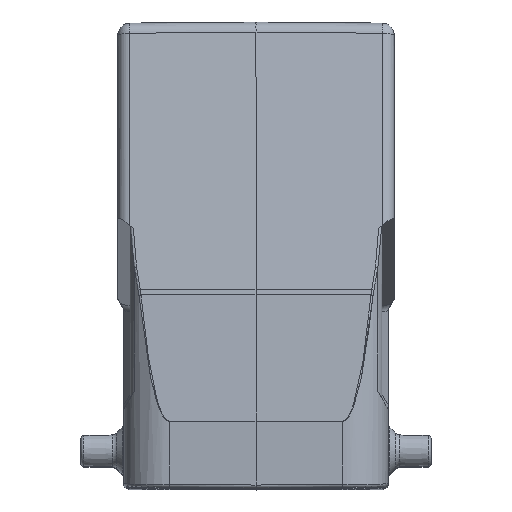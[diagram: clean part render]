
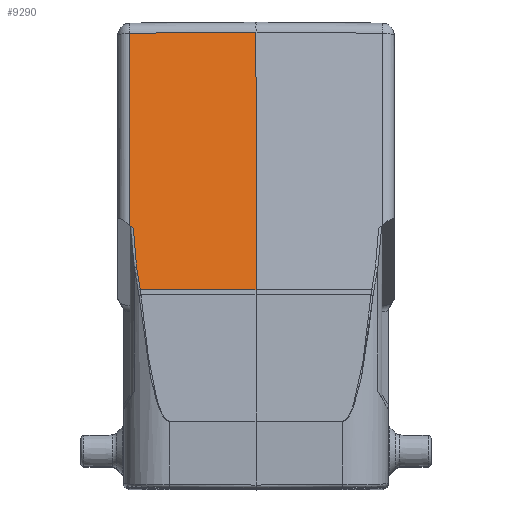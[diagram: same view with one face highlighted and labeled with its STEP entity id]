
A CAD part, top view. The second image highlights one B-rep face of the part: STEP entity #9290.
In plain terms, the highlighted planar face has unit normal (-0.009, 0.174, 0.985).
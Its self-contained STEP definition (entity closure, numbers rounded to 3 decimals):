
#37=DIRECTION('',(0.,-0.985,0.174));
#38=VECTOR('',#37,31.771);
#39=CARTESIAN_POINT('',(-20.517,19.584,50.546));
#40=LINE('',#39,#38);
#66=CARTESIAN_POINT('',(-20.517,-11.704,56.062));
#68=CARTESIAN_POINT('',(-19.449,-18.497,57.27));
#69=CARTESIAN_POINT('',(-19.749,-16.402,56.898));
#70=CARTESIAN_POINT('',(-19.895,-14.285,56.523));
#71=CARTESIAN_POINT('',(-19.963,-12.168,56.149));
#73=DIRECTION('',(-0.762,0.637,-0.119));
#74=VECTOR('',#73,0.727);
#75=CARTESIAN_POINT('',(-19.963,-12.168,56.149));
#76=LINE('',#75,#74);
#77=DIRECTION('',(1.,0.009,0.007));
#78=VECTOR('',#77,20.519);
#79=CARTESIAN_POINT('',(-20.517,19.584,50.546));
#80=LINE('',#79,#78);
#81=CARTESIAN_POINT('',(-18.848,-22.177,57.924));
#82=CARTESIAN_POINT('',(-19.075,-20.955,57.706));
#83=CARTESIAN_POINT('',(-19.272,-19.727,57.488));
#84=CARTESIAN_POINT('',(-19.449,-18.497,57.27));
#117=DIRECTION('',(1.,0.001,0.009));
#118=VECTOR('',#117,18.848);
#119=CARTESIAN_POINT('',(-18.848,-22.177,57.924));
#120=LINE('',#119,#118);
#161=DIRECTION('',(0.,0.985,-0.174));
#162=VECTOR('',#161,42.562);
#163=CARTESIAN_POINT('',(0.,-22.153,
58.087));
#164=LINE('',#163,#162);
#7787=VERTEX_POINT('',#66);
#7788=CARTESIAN_POINT('',(-20.517,19.584,50.546));
#7789=VERTEX_POINT('',#7788);
#7790=CARTESIAN_POINT('',(-19.963,-12.168,
56.149));
#7791=VERTEX_POINT('',#7790);
#7798=VERTEX_POINT('',#68);
#7799=CARTESIAN_POINT('',(0.,19.763,
50.696));
#7800=VERTEX_POINT('',#7799);
#7801=CARTESIAN_POINT('',(0.,-22.153,
58.087));
#7802=VERTEX_POINT('',#7801);
#7803=CARTESIAN_POINT('',(-18.848,-22.177,
57.924));
#7804=VERTEX_POINT('',#7803);
#9271=CARTESIAN_POINT('',(0.,21.415,50.404));
#9272=DIRECTION('',(-0.009,0.174,0.985));
#9273=DIRECTION('',(0.,-0.985,0.174));
#9274=AXIS2_PLACEMENT_3D('',#9271,#9272,#9273);
#9275=PLANE('',#9274);
#9277=ORIENTED_EDGE('',*,*,#9276,.T.);
#9278=ORIENTED_EDGE('',*,*,#9254,.T.);
#9279=ORIENTED_EDGE('',*,*,#9244,.F.);
#9281=ORIENTED_EDGE('',*,*,#9280,.T.);
#9283=ORIENTED_EDGE('',*,*,#9282,.F.);
#9285=ORIENTED_EDGE('',*,*,#9284,.F.);
#9287=ORIENTED_EDGE('',*,*,#9286,.T.);
#9288=EDGE_LOOP('',(#9277,#9278,#9279,#9281,#9283,#9285,#9287));
#9289=FACE_OUTER_BOUND('',#9288,.F.);
#9290=ADVANCED_FACE('',(#9289),#9275,.T.);
#72=B_SPLINE_CURVE_WITH_KNOTS('',3,(#68,#69,#70,#71),.UNSPECIFIED.,.F.,.F.,(4,
4),(0.,1.),.UNSPECIFIED.);
#85=B_SPLINE_CURVE_WITH_KNOTS('',3,(#81,#82,#83,#84),.UNSPECIFIED.,.F.,.F.,(4,
4),(0.,1.),.UNSPECIFIED.);
#9244=EDGE_CURVE('',#7789,#7787,#40,.T.);
#9254=EDGE_CURVE('',#7791,#7787,#76,.T.);
#9276=EDGE_CURVE('',#7798,#7791,#72,.T.);
#9280=EDGE_CURVE('',#7789,#7800,#80,.T.);
#9282=EDGE_CURVE('',#7802,#7800,#164,.T.);
#9284=EDGE_CURVE('',#7804,#7802,#120,.T.);
#9286=EDGE_CURVE('',#7804,#7798,#85,.T.);
